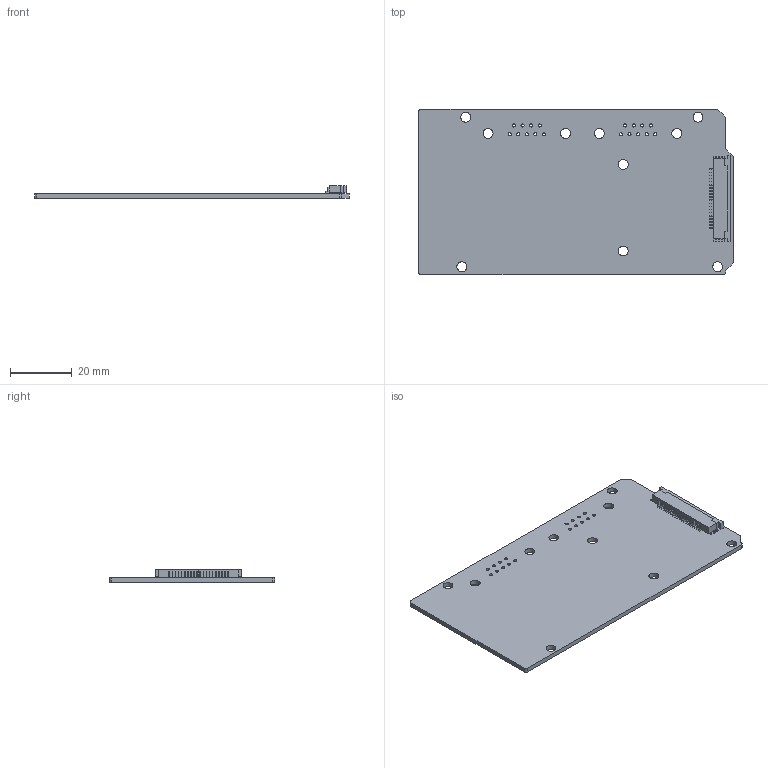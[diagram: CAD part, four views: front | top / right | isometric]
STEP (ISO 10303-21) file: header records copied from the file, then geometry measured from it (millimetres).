
FILE_DESCRIPTION(('KiCad electronic assembly'),'2;1');
FILE_NAME('RS232Board.step','2025-04-28T21:01:39',('Pcbnew'),('Kicad'), 'Open CASCADE STEP processor 7.8','KiCad to STEP converter','Unknown' );
FILE_SCHEMA(('AUTOMOTIVE_DESIGN { 1 0 10303 214 1 1 1 1 }'));
Length unit declared in the file: millimetre
Products named in the file (3): RS232Board 1; TE_2-84952-0_1x20-1MP_P1.0mm_Horizontal; RS232Board_PCB
Assembly tree (2 placements, depth 2):
  RS232Board 1
    TE_2-84952-0_1x20-1MP_P1.0mm_Horizontal
    RS232Board_PCB
Bounding box: 101.6 x 53.34 x 4.16 mm (x, y, z)
Volume: 8295.4 mm3; surface area: 11903.1 mm2
Topology: 2 solids, 2 shells, 399 faces, 1031 edges, 646 vertices
Faces by surface type: plane 328, extrusion 40, cylinder 31
Full cylindrical faces by diameter (mm): 1 x18, 3.2 x10
Entity records: 14454 total; most frequent: CARTESIAN_POINT 2168, ORIENTED_EDGE 2062, DIRECTION 1808, EDGE_CURVE 1031, VECTOR 960, LINE 920, VERTEX_POINT 646, FACE_BOUND 465
